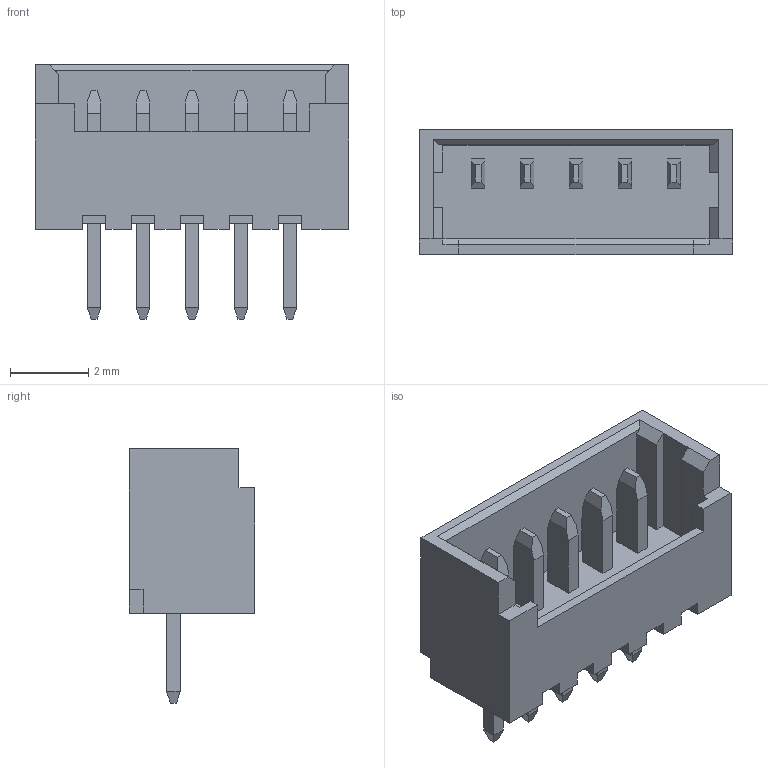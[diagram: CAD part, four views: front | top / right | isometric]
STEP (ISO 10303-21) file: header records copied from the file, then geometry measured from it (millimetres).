
FILE_DESCRIPTION(('STEP AP214'),'1');
FILE_NAME('CONN-TH_530470510.stp','2021-08-18T15:06:46',(' '),(' '),'Spatial InterOp 3D',' ',' ');
FILE_SCHEMA(('AUTOMOTIVE_DESIGN { 1 0 10303 214 1 1 1 1 }'));
Length unit declared in the file: millimetre
Products named in the file (1): 461
Bounding box: 8 x 3.2 x 6.5 mm (x, y, z)
Volume: 53.8 mm3; surface area: 225 mm2
Topology: 1 solids, 1 shells, 346 faces, 949 edges, 624 vertices
Faces by surface type: plane 346
Entity records: 13510 total; most frequent: CARTESIAN_POINT 1921, ORIENTED_EDGE 1898, DIRECTION 1645, EDGE_CURVE 949, LINE 949, VECTOR 949, VERTEX_POINT 624, EDGE_LOOP 369
